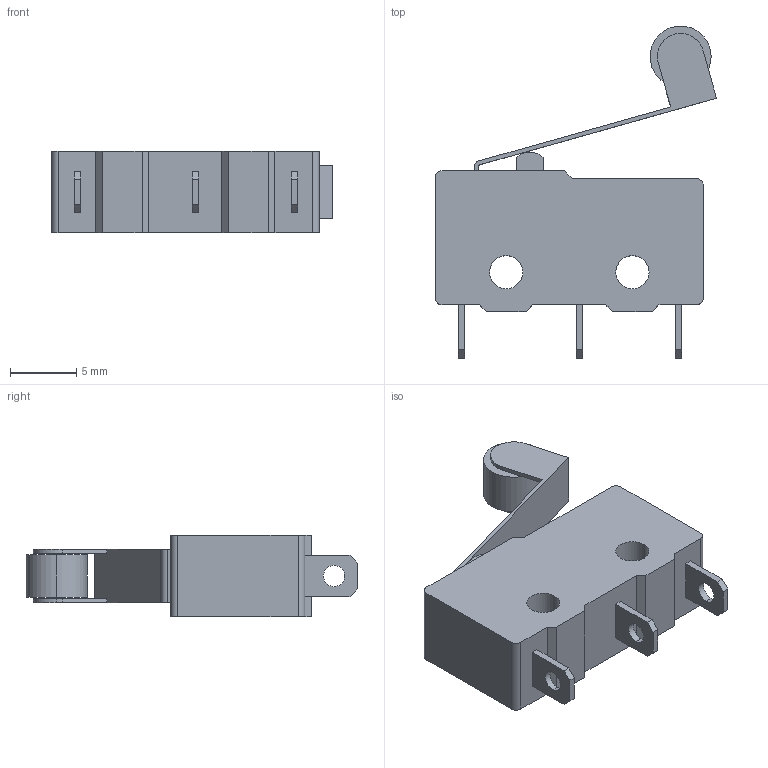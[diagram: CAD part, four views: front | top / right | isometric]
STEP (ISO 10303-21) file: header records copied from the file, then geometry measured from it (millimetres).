
FILE_DESCRIPTION (( 'STEP AP203' ), '1' );
FILE_NAME ('Limit Switch 2.STEP', '2020-12-12T04:45:06', ( '' ), ( '' ), 'SwSTEP 2.0', 'SolidWorks 2016', '' );
FILE_SCHEMA (( 'CONFIG_CONTROL_DESIGN' ));
Length unit declared in the file: millimetre
Products named in the file (1): Limit Switch 2
Bounding box: 21.15 x 24.99 x 6.15 mm (x, y, z)
Volume: 1285.2 mm3; surface area: 1258.3 mm2
Topology: 2 solids, 2 shells, 76 faces, 201 edges, 134 vertices
Faces by surface type: plane 54, cylinder 22
Entity records: 2444 total; most frequent: CARTESIAN_POINT 412, ORIENTED_EDGE 402, DIRECTION 399, EDGE_CURVE 201, VECTOR 157, LINE 157, VERTEX_POINT 134, AXIS2_PLACEMENT_3D 121
